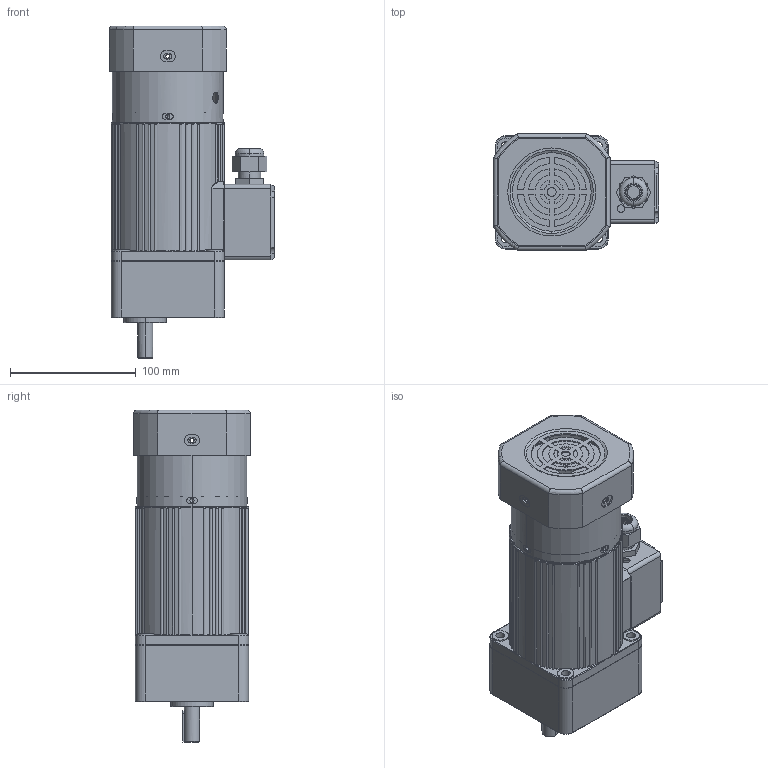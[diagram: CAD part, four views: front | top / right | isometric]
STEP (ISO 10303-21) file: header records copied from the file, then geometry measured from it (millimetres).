
FILE_DESCRIPTION (( 'STEP AP203' ), '1' );
FILE_NAME ('5IK90-140(R)-MFT+5GN3-18K.STEP', '2020-01-10T01:20:06', ( 'Sky123.Org' ), ( 'Sky123.Org' ), 'SwSTEP 2.0', 'SolidWorks 2014', '' );
FILE_SCHEMA (( 'CONFIG_CONTROL_DESIGN' ));
Length unit declared in the file: millimetre
Products named in the file (10): 90价陬ん欶褲; 峚倰萇儂諉盄碟02; NPT1-2萇擢芛; 5IK90-140A; NPT1-2つ踡芛; 90傻瑞欶褲; NPT1-2萇擢芛蚾饜极; 5GN3-18K; 5IK90-140(R)-MFT+5GN3-18K
Assembly tree (9 placements, depth 3):
  5IK90-140(R)-MFT+5GN3-18K
    5IK90-140A
    90傻瑞欶褲
    90价陬ん欶褲
    峚倰萇儂諉盄碟02
    NPT1-2萇擢芛蚾饜极
      NPT1-2萇擢芛
      NPT1-2つ踡芛
    5GN3-18K
      5GN3-18K
Bounding box: 131.5 x 93 x 264 mm (x, y, z)
Volume: 1203008.4 mm3; surface area: 208301.5 mm2
Topology: 7 solids, 7 shells, 840 faces, 2250 edges, 1426 vertices
Faces by surface type: cylinder 327, plane 327, torus 112, cone 40, bspline 30, sphere 4
Entity records: 30342 total; most frequent: CARTESIAN_POINT 8262, DIRECTION 4440, ORIENTED_EDGE 4428, EDGE_CURVE 2214, AXIS2_PLACEMENT_3D 1702, VERTEX_POINT 1426, VECTOR 1036, LINE 1036
